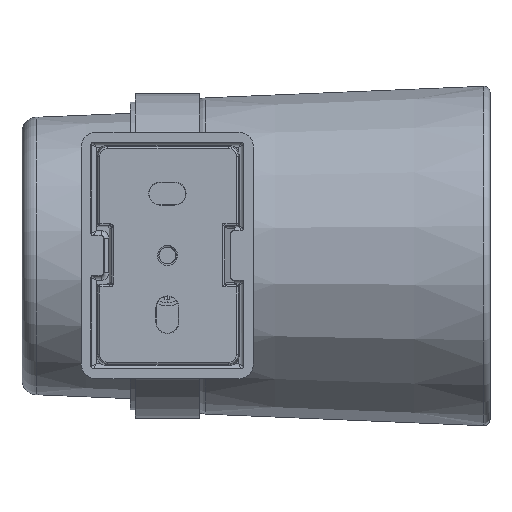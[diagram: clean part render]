
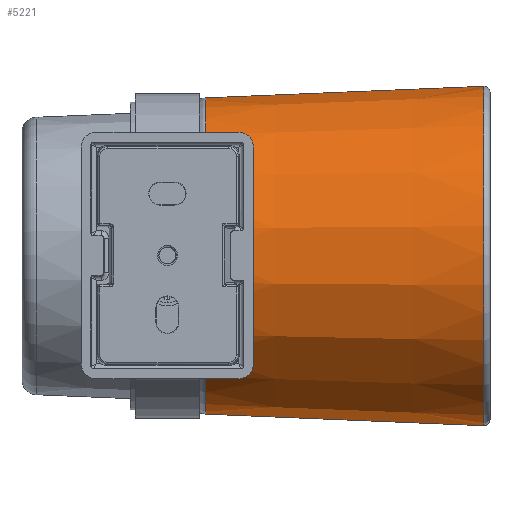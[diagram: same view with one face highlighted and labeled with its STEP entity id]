
A CAD part, top view. The second image highlights one B-rep face of the part: STEP entity #5221.
In plain terms, the highlighted conical face has half-angle 2.386 degrees and reference radius 33.272 mm.
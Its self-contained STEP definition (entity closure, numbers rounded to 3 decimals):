
#4712=CARTESIAN_POINT('',(0.,37.304,0.));
#4713=DIRECTION('',(0.,1.,0.));
#4714=DIRECTION('',(-1.,0.,0.));
#4715=AXIS2_PLACEMENT_3D('',#4712,#4713,#4714);
#4717=CARTESIAN_POINT('',(0.,37.304,0.));
#4718=DIRECTION('',(0.,1.,0.));
#4719=DIRECTION('',(1.,0.,0.007));
#4720=AXIS2_PLACEMENT_3D('',#4717,#4718,#4719);
#4742=DIRECTION('',(-0.042,-0.999,0.));
#4743=VECTOR('',#4742,56.495);
#4744=CARTESIAN_POINT('',(34.448,93.75,0.));
#4745=LINE('',#4744,#4743);
#4751=CARTESIAN_POINT('',(0.,93.75,0.));
#4752=DIRECTION('',(0.,-1.,0.));
#4753=DIRECTION('',(1.,0.,0.));
#4754=AXIS2_PLACEMENT_3D('',#4751,#4752,#4753);
#4756=CARTESIAN_POINT('',(0.,93.75,0.));
#4757=DIRECTION('',(0.,-1.,0.));
#4758=DIRECTION('',(1.,0.,0.006));
#4759=AXIS2_PLACEMENT_3D('',#4756,#4757,#4758);
#4816=DIRECTION('',(0.042,-0.999,0.));
#4817=VECTOR('',#4816,56.495);
#4818=CARTESIAN_POINT('',(-34.448,93.75,
0.));
#4819=LINE('',#4818,#4817);
#5013=CARTESIAN_POINT('',(-32.096,37.304,
0.));
#5014=CARTESIAN_POINT('',(32.095,37.304,0.212));
#5015=VERTEX_POINT('',#5013);
#5016=VERTEX_POINT('',#5014);
#5017=CARTESIAN_POINT('',(32.096,37.304,0.));
#5018=VERTEX_POINT('',#5017);
#5019=CARTESIAN_POINT('',(34.447,93.75,0.217));
#5020=CARTESIAN_POINT('',(-34.448,93.75,
0.));
#5021=VERTEX_POINT('',#5019);
#5022=VERTEX_POINT('',#5020);
#5023=CARTESIAN_POINT('',(34.448,93.75,0.));
#5024=VERTEX_POINT('',#5023);
#5204=CARTESIAN_POINT('',(0.,65.527,0.));
#5205=DIRECTION('',(0.,1.,0.));
#5206=DIRECTION('',(1.,0.,0.));
#5207=AXIS2_PLACEMENT_3D('',#5204,#5205,#5206);
#5208=CONICAL_SURFACE('',#5207,33.272,2.386);
#5210=ORIENTED_EDGE('',*,*,#5209,.F.);
#5212=ORIENTED_EDGE('',*,*,#5211,.F.);
#5214=ORIENTED_EDGE('',*,*,#5213,.T.);
#5215=ORIENTED_EDGE('',*,*,#5192,.F.);
#5216=ORIENTED_EDGE('',*,*,#5190,.F.);
#5218=ORIENTED_EDGE('',*,*,#5217,.F.);
#5219=EDGE_LOOP('',(#5210,#5212,#5214,#5215,#5216,#5218));
#5220=FACE_OUTER_BOUND('',#5219,.F.);
#4716=CIRCLE('',#4715,32.096);
#4721=CIRCLE('',#4720,32.096);
#4755=CIRCLE('',#4754,34.448);
#4760=CIRCLE('',#4759,34.448);
#5190=EDGE_CURVE('',#5015,#5016,#4716,.T.);
#5192=EDGE_CURVE('',#5016,#5018,#4721,.T.);
#5209=EDGE_CURVE('',#5021,#5022,#4760,.T.);
#5211=EDGE_CURVE('',#5024,#5021,#4755,.T.);
#5213=EDGE_CURVE('',#5024,#5018,#4745,.T.);
#5217=EDGE_CURVE('',#5022,#5015,#4819,.T.);
#5221=ADVANCED_FACE('',(#5220),#5208,.T.);
